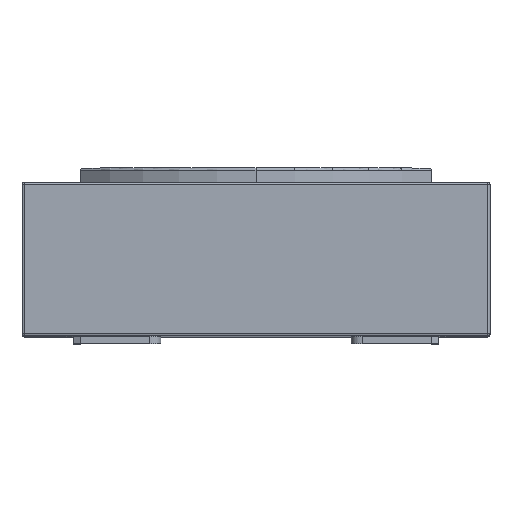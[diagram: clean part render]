
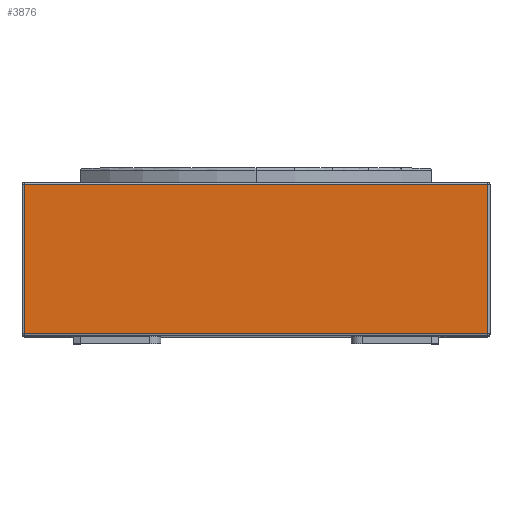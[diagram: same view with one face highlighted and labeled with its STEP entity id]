
A CAD part, top view. The second image highlights one B-rep face of the part: STEP entity #3876.
In plain terms, the highlighted planar face has unit normal (0, 0, 1).
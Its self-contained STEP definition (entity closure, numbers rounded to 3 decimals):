
#193 = ORIENTED_EDGE ( 'NONE', *, *, #1236, .T. ) ;
#363 = LINE ( 'NONE', #1474, #3335 ) ;
#384 = VECTOR ( 'NONE', #1348, 1000. ) ;
#489 = CARTESIAN_POINT ( 'NONE',  ( -1.6, 1.1, 2. ) ) ;
#511 = VERTEX_POINT ( 'NONE', #5133 ) ;
#844 = DIRECTION ( 'NONE',  ( -1., 0., 0. ) ) ;
#943 = VERTEX_POINT ( 'NONE', #5442 ) ;
#1163 = FACE_OUTER_BOUND ( 'NONE', #5144, .T. ) ;
#1236 = EDGE_CURVE ( 'NONE', #2957, #2532, #4801, .T. ) ;
#1348 = DIRECTION ( 'NONE',  ( 0., -1., 0. ) ) ;
#1474 = CARTESIAN_POINT ( 'NONE',  ( -1.6, 1.085, 2. ) ) ;
#1528 = LINE ( 'NONE', #1967, #2840 ) ;
#1646 = ORIENTED_EDGE ( 'NONE', *, *, #4349, .T. ) ;
#1866 = VECTOR ( 'NONE', #2765, 1000. ) ;
#1967 = CARTESIAN_POINT ( 'NONE',  ( 1.585, 1.1, 2. ) ) ;
#2186 = CARTESIAN_POINT ( 'NONE',  ( -1.6, 0.065, 2. ) ) ;
#2239 = EDGE_CURVE ( 'NONE', #2532, #943, #1528, .T. ) ;
#2532 = VERTEX_POINT ( 'NONE', #3843 ) ;
#2584 = DIRECTION ( 'NONE',  ( 0., 0., -1. ) ) ;
#2765 = DIRECTION ( 'NONE',  ( 1., 0., 0. ) ) ;
#2840 = VECTOR ( 'NONE', #4851, 1000. ) ;
#2950 = EDGE_CURVE ( 'NONE', #511, #2957, #3742, .T. ) ;
#2957 = VERTEX_POINT ( 'NONE', #4286 ) ;
#3027 = PLANE ( 'NONE',  #4910 ) ;
#3335 = VECTOR ( 'NONE', #4843, 1000. ) ;
#3504 = CARTESIAN_POINT ( 'NONE',  ( -1.585, 1.1, 2. ) ) ;
#3742 = LINE ( 'NONE', #3504, #384 ) ;
#3843 = CARTESIAN_POINT ( 'NONE',  ( 1.585, 0.065, 2. ) ) ;
#3876 = ADVANCED_FACE ( 'NONE', ( #1163 ), #3027, .F. ) ;
#4060 = ORIENTED_EDGE ( 'NONE', *, *, #2950, .T. ) ;
#4286 = CARTESIAN_POINT ( 'NONE',  ( -1.585, 0.065, 2. ) ) ;
#4349 = EDGE_CURVE ( 'NONE', #943, #511, #363, .T. ) ;
#4566 = ORIENTED_EDGE ( 'NONE', *, *, #2239, .T. ) ;
#4801 = LINE ( 'NONE', #2186, #1866 ) ;
#4843 = DIRECTION ( 'NONE',  ( -1., 0., 0. ) ) ;
#4851 = DIRECTION ( 'NONE',  ( 0., 1., 0. ) ) ;
#4910 = AXIS2_PLACEMENT_3D ( 'NONE', #489, #2584, #844 ) ;
#5133 = CARTESIAN_POINT ( 'NONE',  ( -1.585, 1.085, 2. ) ) ;
#5144 = EDGE_LOOP ( 'NONE', ( #193, #4566, #1646, #4060 ) ) ;
#5442 = CARTESIAN_POINT ( 'NONE',  ( 1.585, 1.085, 2. ) ) ;
